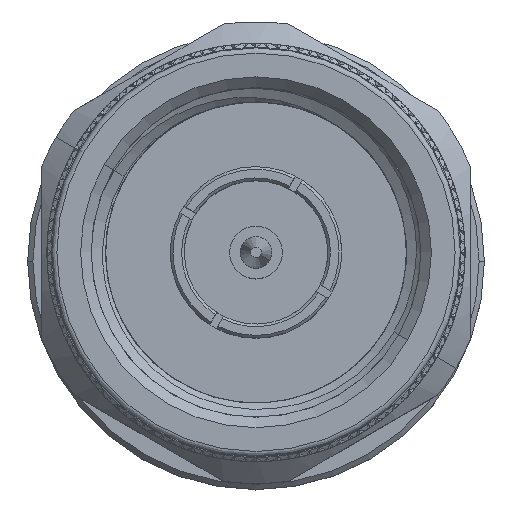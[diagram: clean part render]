
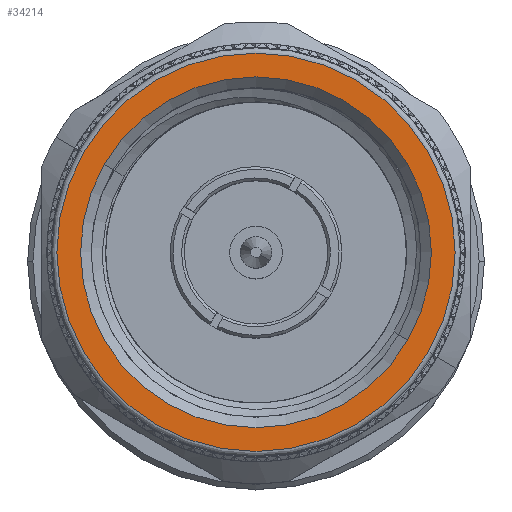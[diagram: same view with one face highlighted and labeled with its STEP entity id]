
A CAD part, top view. The second image highlights one B-rep face of the part: STEP entity #34214.
In plain terms, the highlighted face is planar.
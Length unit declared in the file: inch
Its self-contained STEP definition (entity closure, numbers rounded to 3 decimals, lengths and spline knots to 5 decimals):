
#891 = CARTESIAN_POINT ( 'NONE',  ( 0., 0., 0. ) ) ;
#1037 = VERTEX_POINT ( 'NONE', #28827 ) ;
#3415 = AXIS2_PLACEMENT_3D ( 'NONE', #55155, #114514, #47596 ) ;
#5798 = ORIENTED_EDGE ( 'NONE', *, *, #59510, .T. ) ;
#13801 = CIRCLE ( 'NONE', #121945, 0.3776 ) ;
#16213 = DIRECTION ( 'NONE',  ( 0., 0., -1. ) ) ;
#18334 = AXIS2_PLACEMENT_3D ( 'NONE', #56864, #80421, #103981 ) ;
#23143 = EDGE_CURVE ( 'NONE', #32226, #71586, #137491, .T. ) ;
#26066 = VERTEX_POINT ( 'NONE', #81757 ) ;
#28827 = CARTESIAN_POINT ( 'NONE',  ( 0., 0., 0.3325 ) ) ;
#32226 = VERTEX_POINT ( 'NONE', #116261 ) ;
#32591 = CIRCLE ( 'NONE', #77249, 0.3325 ) ;
#32901 = DIRECTION ( 'NONE',  ( 0., 0., -1. ) ) ;
#34214 = ADVANCED_FACE ( 'NONE', ( #123771, #48038 ), #112774, .F. ) ;
#34742 = DIRECTION ( 'NONE',  ( 0., 0., -1. ) ) ;
#36400 = EDGE_LOOP ( 'NONE', ( #73426, #59087 ) ) ;
#38698 = CIRCLE ( 'NONE', #3415, 0.3325 ) ;
#38957 = EDGE_CURVE ( 'NONE', #1037, #26066, #32591, .T. ) ;
#47179 = EDGE_LOOP ( 'NONE', ( #5798, #63844 ) ) ;
#47596 = DIRECTION ( 'NONE',  ( 0., 0., -1. ) ) ;
#48038 = FACE_BOUND ( 'NONE', #36400, .T. ) ;
#52201 = CARTESIAN_POINT ( 'NONE',  ( 0., 0., 0. ) ) ;
#55155 = CARTESIAN_POINT ( 'NONE',  ( 0., 0., 0. ) ) ;
#56864 = CARTESIAN_POINT ( 'NONE',  ( 0., 0., 0. ) ) ;
#59087 = ORIENTED_EDGE ( 'NONE', *, *, #97968, .T. ) ;
#59510 = EDGE_CURVE ( 'NONE', #71586, #32226, #13801, .T. ) ;
#63257 = DIRECTION ( 'NONE',  ( -1., 0., 0. ) ) ;
#63844 = ORIENTED_EDGE ( 'NONE', *, *, #23143, .T. ) ;
#71586 = VERTEX_POINT ( 'NONE', #115199 ) ;
#73426 = ORIENTED_EDGE ( 'NONE', *, *, #38957, .T. ) ;
#77249 = AXIS2_PLACEMENT_3D ( 'NONE', #891, #124471, #34742 ) ;
#80421 = DIRECTION ( 'NONE',  ( 1., 0., 0. ) ) ;
#81757 = CARTESIAN_POINT ( 'NONE',  ( 0., 0., -0.3325 ) ) ;
#92911 = AXIS2_PLACEMENT_3D ( 'NONE', #52201, #63257, #16213 ) ;
#97968 = EDGE_CURVE ( 'NONE', #26066, #1037, #38698, .T. ) ;
#103981 = DIRECTION ( 'NONE',  ( 0., 1., 0. ) ) ;
#110189 = CARTESIAN_POINT ( 'NONE',  ( 0., 0., 0. ) ) ;
#112774 = PLANE ( 'NONE',  #18334 ) ;
#114514 = DIRECTION ( 'NONE',  ( 1., 0., 0. ) ) ;
#115199 = CARTESIAN_POINT ( 'NONE',  ( 0., 0., -0.3776 ) ) ;
#116261 = CARTESIAN_POINT ( 'NONE',  ( 0., 0., 0.3776 ) ) ;
#121945 = AXIS2_PLACEMENT_3D ( 'NONE', #110189, #131486, #32901 ) ;
#123771 = FACE_OUTER_BOUND ( 'NONE', #47179, .T. ) ;
#124471 = DIRECTION ( 'NONE',  ( 1., 0., 0. ) ) ;
#131486 = DIRECTION ( 'NONE',  ( -1., 0., 0. ) ) ;
#137491 = CIRCLE ( 'NONE', #92911, 0.3776 ) ;
